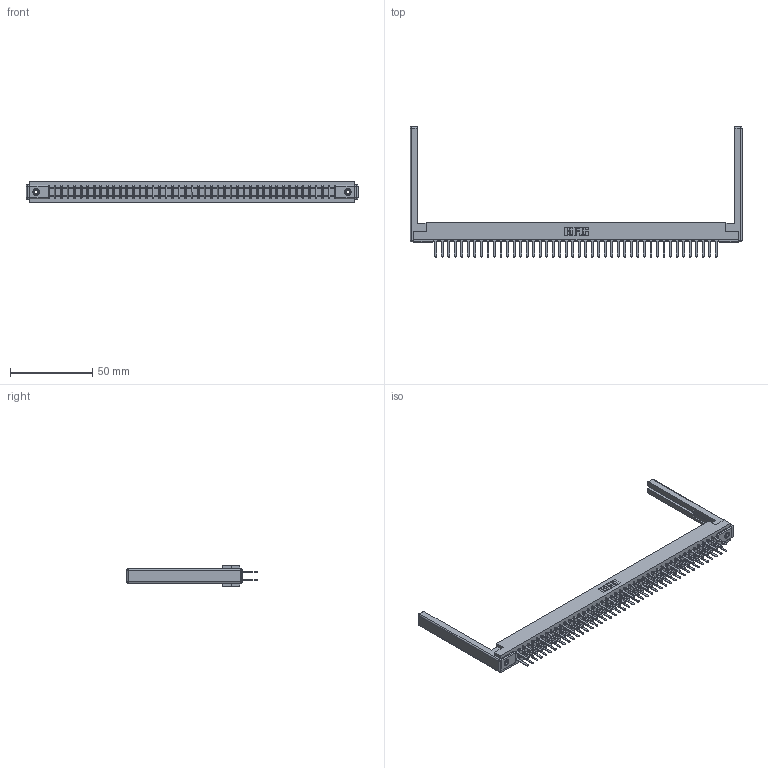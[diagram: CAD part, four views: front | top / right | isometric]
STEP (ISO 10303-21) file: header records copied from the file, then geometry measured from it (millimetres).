
FILE_DESCRIPTION (( 'STEP AP203' ), '1' );
FILE_NAME ('307-088-522-268.STEP', '2019-09-07T03:46:15', ( '' ), ( '' ), 'SwSTEP 2.0', 'SolidWorks 2016', '' );
FILE_SCHEMA (( 'CONFIG_CONTROL_DESIGN' ));
Length unit declared in the file: inch
Products named in the file (5): 307-220-068; 307 Part_.156 Dia Mounting Holes; 307-290-001_522; 345-250-001_345-250-001-102; 307-088-522-268
Assembly tree (93 placements, depth 2):
  307-088-522-268
    307 Part_.156 Dia Mounting Holes
    307-290-001_522  x88
    307-220-068  x2
    345-250-001_345-250-001-102  x2
Bounding box: 201.78 x 79.07 x 12.7 mm (x, y, z)
Volume: 26041 mm3; surface area: 31484.8 mm2
Topology: 93 solids, 93 shells, 4365 faces, 12153 edges, 7842 vertices
Faces by surface type: plane 2886, cylinder 1365, sphere 98, cone 12, torus 4
Entity records: 41609 total; most frequent: CARTESIAN_POINT 6781, ORIENTED_EDGE 6712, DIRECTION 6656, EDGE_CURVE 3356, LINE 2574, VECTOR 2574, VERTEX_POINT 2166, AXIS2_PLACEMENT_3D 2041
